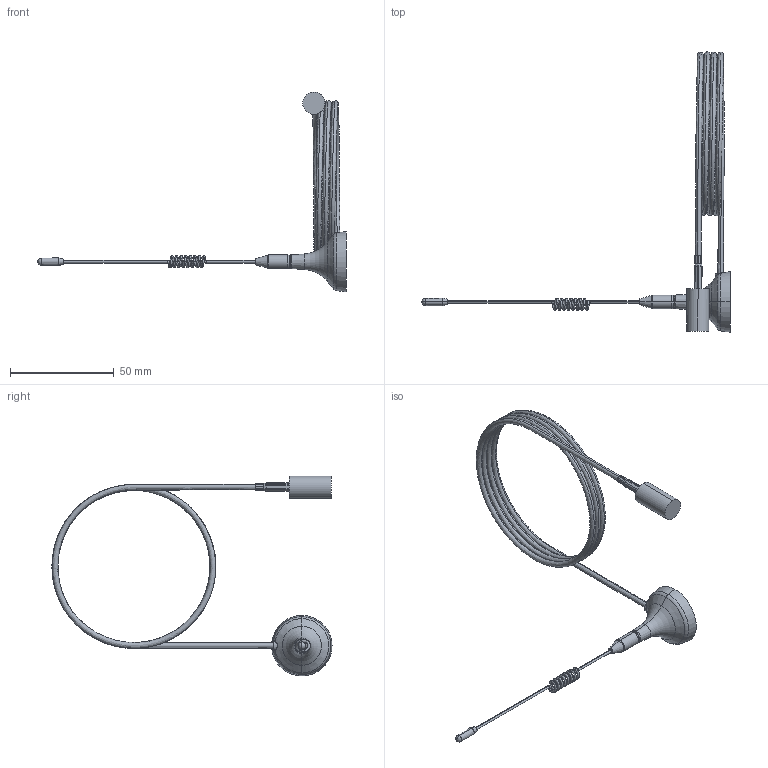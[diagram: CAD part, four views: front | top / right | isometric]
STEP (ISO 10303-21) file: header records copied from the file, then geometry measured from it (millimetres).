
FILE_DESCRIPTION (( 'STEP AP214' ), '1' );
FILE_NAME ('RE05U.STEP', '2012-11-07T21:14:33', ( 'x' ), ( '' ), 'SwSTEP 2.0', 'SolidWorks 2012', '' );
FILE_SCHEMA (( 'AUTOMOTIVE_DESIGN' ));
Length unit declared in the file: inch
Products named in the file (6): CONNECTOR REP_Small; HEATSH-HEX_100BLACK; RE05U_Cable_4feet; RE05U_spiral; RE05U_ANTENNA; RE05U
Assembly tree (5 placements, depth 2):
  RE05U
    RE05U_ANTENNA
    RE05U_spiral
    RE05U_Cable_4feet
    HEATSH-HEX_100BLACK
    CONNECTOR REP_Small
Bounding box: 148.39 x 134.77 x 96.16 mm (x, y, z)
Volume: 14853 mm3; surface area: 12981.7 mm2
Topology: 7 solids, 8 shells, 139 faces, 309 edges, 189 vertices
Faces by surface type: plane 51, cylinder 39, torus 21, cone 15, bspline 11, sphere 2
Entity records: 19163 total; most frequent: CARTESIAN_POINT 14393, DIRECTION 671, ORIENTED_EDGE 610, EDGE_CURVE 307, AXIS2_PLACEMENT_3D 279, VERTEX_POINT 189, EDGE_LOOP 146, CIRCLE 142
